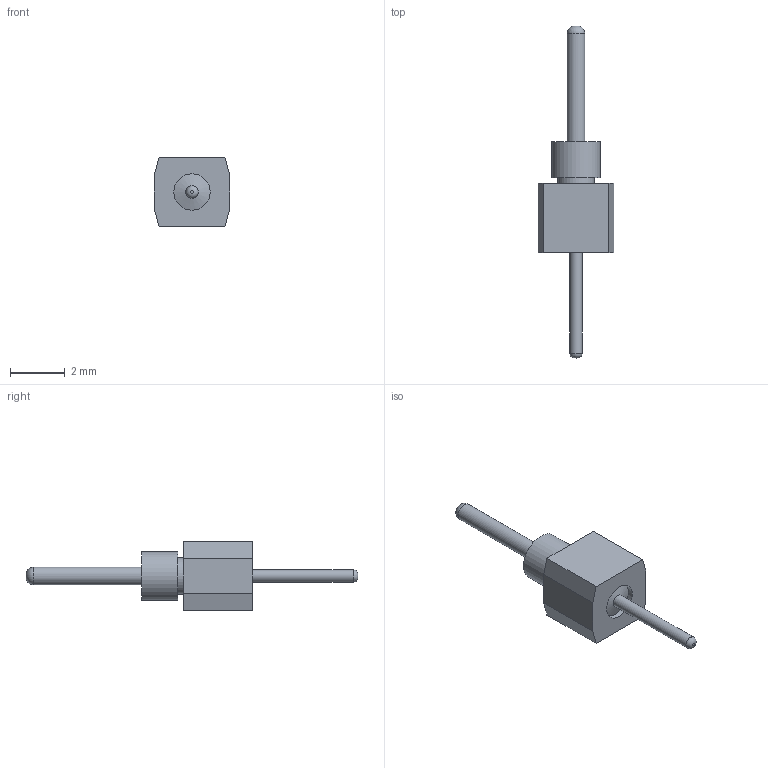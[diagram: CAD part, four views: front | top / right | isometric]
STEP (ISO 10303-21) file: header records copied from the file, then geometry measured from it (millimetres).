
FILE_DESCRIPTION(/* description */ ('STEP AP214'),/* implementation_level */ '2;1');
FILE_NAME(/* name */ 'TS-101-T-A',/* time_stamp */ '2025-01-28T15:48:30+01:00',/* author */ ('License CC BY-ND 4.0'),/* organization */ ('CADENAS'),/* preprocessor_version */ 'ST-DEVELOPER v19.3',/* originating_system */ 'PARTsolutions',/* authorisation */ ' ');
FILE_SCHEMA (('AUTOMOTIVE_DESIGN {1 0 10303 214 3 1 1}'));
Length unit declared in the file: inch
Products named in the file (3): TS-101-T-A; TS-101-G-A_socket; -101-G-A_pins
Assembly tree (2 placements, depth 2):
  TS-101-T-A
    TS-101-G-A_socket
    -101-G-A_pins
Bounding box: 2.74 x 12.12 x 2.54 mm (x, y, z)
Volume: 22.5 mm3; surface area: 83.9 mm2
Topology: 2 solids, 2 shells, 25 faces, 51 edges, 33 vertices
Faces by surface type: plane 15, cylinder 6, cone 2, torus 2
Full cylindrical faces by diameter (mm): 0.457 x1, 0.635 x1, 1.321 x3, 1.778 x1
Entity records: 670 total; most frequent: DIRECTION 110, CARTESIAN_POINT 98, ORIENTED_EDGE 78, AXIS2_PLACEMENT_3D 43, EDGE_LOOP 40, FACE_BOUND 40, EDGE_CURVE 39, VERTEX_POINT 31
